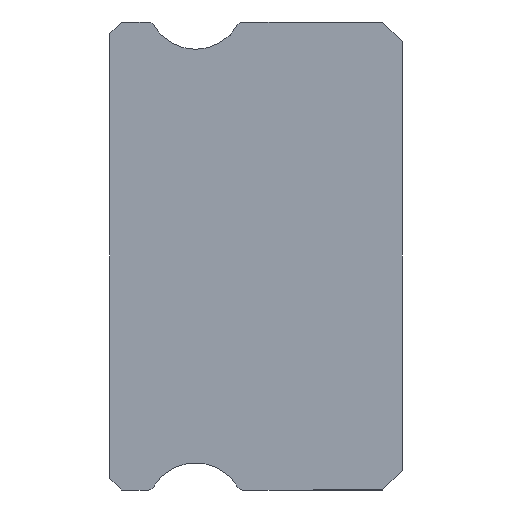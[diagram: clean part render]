
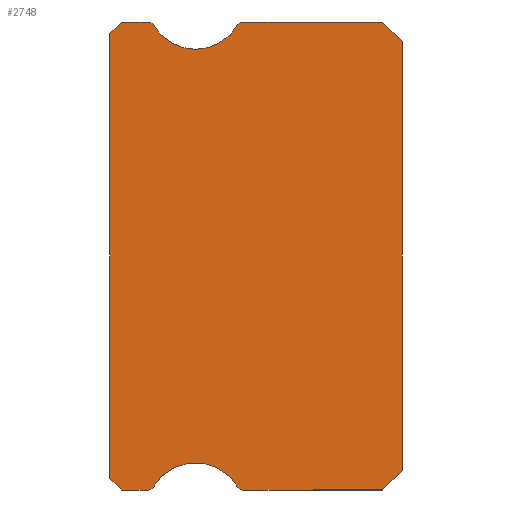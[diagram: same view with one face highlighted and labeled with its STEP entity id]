
A CAD part, left-side view. The second image highlights one B-rep face of the part: STEP entity #2748.
In plain terms, the highlighted planar face has unit normal (-1, 0, 0).
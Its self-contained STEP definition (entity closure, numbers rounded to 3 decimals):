
#87 = EDGE_CURVE ( 'NONE', #4850, #3439, #2377, .T. ) ;
#118 = ORIENTED_EDGE ( 'NONE', *, *, #6857, .F. ) ;
#146 = DIRECTION ( 'NONE',  ( 0., 0., -1. ) ) ;
#186 = VECTOR ( 'NONE', #390, 1000. ) ;
#217 = LINE ( 'NONE', #3533, #1672 ) ;
#293 = CARTESIAN_POINT ( 'NONE',  ( -15., 5.3, -6.55 ) ) ;
#390 = DIRECTION ( 'NONE',  ( 0., 0., 1. ) ) ;
#410 = CARTESIAN_POINT ( 'NONE',  ( -15., 7.2, 6. ) ) ;
#518 = DIRECTION ( 'NONE',  ( 0., -1., 0. ) ) ;
#530 = EDGE_CURVE ( 'NONE', #536, #2447, #5371, .T. ) ;
#536 = VERTEX_POINT ( 'NONE', #6388 ) ;
#574 = EDGE_CURVE ( 'NONE', #4173, #5596, #2631, .T. ) ;
#687 = ORIENTED_EDGE ( 'NONE', *, *, #2302, .T. ) ;
#691 = CARTESIAN_POINT ( 'NONE',  ( -15., 6.512, 5.85 ) ) ;
#707 = CARTESIAN_POINT ( 'NONE',  ( -15., 7.5, 5.7 ) ) ;
#728 = VECTOR ( 'NONE', #1374, 1000. ) ;
#745 = VERTEX_POINT ( 'NONE', #2191 ) ;
#791 = EDGE_CURVE ( 'NONE', #3439, #1276, #5020, .T. ) ;
#807 = VERTEX_POINT ( 'NONE', #1982 ) ;
#837 = CARTESIAN_POINT ( 'NONE',  ( -15., 4.088, -6. ) ) ;
#847 = CARTESIAN_POINT ( 'NONE',  ( -15., 5.3, 6.55 ) ) ;
#855 = LINE ( 'NONE', #4600, #186 ) ;
#863 = EDGE_CURVE ( 'NONE', #2602, #807, #2962, .T. ) ;
#900 = ORIENTED_EDGE ( 'NONE', *, *, #1458, .F. ) ;
#901 = CARTESIAN_POINT ( 'NONE',  ( -15., 0., 5.5 ) ) ;
#923 = CIRCLE ( 'NONE', #1954, 1.25 ) ;
#947 = DIRECTION ( 'NONE',  ( 0., 0., -1. ) ) ;
#972 = FACE_OUTER_BOUND ( 'NONE', #2010, .T. ) ;
#1123 = CARTESIAN_POINT ( 'NONE',  ( -15., 4.217, -5.925 ) ) ;
#1196 = AXIS2_PLACEMENT_3D ( 'NONE', #3674, #2727, #947 ) ;
#1235 = DIRECTION ( 'NONE',  ( -1., 0., 0. ) ) ;
#1276 = VERTEX_POINT ( 'NONE', #1123 ) ;
#1297 = CARTESIAN_POINT ( 'NONE',  ( -15., 7.2, 6. ) ) ;
#1374 = DIRECTION ( 'NONE',  ( 0., 0., 1. ) ) ;
#1403 = DIRECTION ( 'NONE',  ( 0., -0.707, -0.707 ) ) ;
#1417 = VECTOR ( 'NONE', #3708, 1000. ) ;
#1458 = EDGE_CURVE ( 'NONE', #2961, #4920, #2541, .T. ) ;
#1546 = ORIENTED_EDGE ( 'NONE', *, *, #2402, .F. ) ;
#1550 = ORIENTED_EDGE ( 'NONE', *, *, #574, .T. ) ;
#1672 = VECTOR ( 'NONE', #3500, 1000. ) ;
#1729 = VECTOR ( 'NONE', #5889, 1000. ) ;
#1730 = DIRECTION ( 'NONE',  ( 1., 0., 0. ) ) ;
#1731 = AXIS2_PLACEMENT_3D ( 'NONE', #691, #2863, #1780 ) ;
#1780 = DIRECTION ( 'NONE',  ( 0., 0., -1. ) ) ;
#1939 = CARTESIAN_POINT ( 'NONE',  ( -15., 6.512, 5.85 ) ) ;
#1954 = AXIS2_PLACEMENT_3D ( 'NONE', #847, #6770, #3020 ) ;
#1982 = CARTESIAN_POINT ( 'NONE',  ( -15., 0., 5.5 ) ) ;
#2010 = EDGE_LOOP ( 'NONE', ( #3025, #6295, #687, #3817, #4557, #3881, #6661, #5638, #118, #4498, #4019, #900, #4040, #5860, #5153, #1546, #1550 ) ) ;
#2096 = VERTEX_POINT ( 'NONE', #6565 ) ;
#2118 = AXIS2_PLACEMENT_3D ( 'NONE', #6068, #1235, #146 ) ;
#2176 = EDGE_CURVE ( 'NONE', #3983, #2096, #923, .T. ) ;
#2191 = CARTESIAN_POINT ( 'NONE',  ( -15., 7.2, -6. ) ) ;
#2192 = VECTOR ( 'NONE', #3496, 1000. ) ;
#2215 = AXIS2_PLACEMENT_3D ( 'NONE', #293, #5721, #4497 ) ;
#2302 = EDGE_CURVE ( 'NONE', #5554, #745, #3737, .T. ) ;
#2303 = CIRCLE ( 'NONE', #1731, 0.15 ) ;
#2336 = CARTESIAN_POINT ( 'NONE',  ( -15., 6.512, 6. ) ) ;
#2377 = LINE ( 'NONE', #3963, #4439 ) ;
#2380 = AXIS2_PLACEMENT_3D ( 'NONE', #3339, #6604, #2712 ) ;
#2402 = EDGE_CURVE ( 'NONE', #4173, #3983, #2303, .T. ) ;
#2428 = VECTOR ( 'NONE', #518, 1000. ) ;
#2447 = VERTEX_POINT ( 'NONE', #3943 ) ;
#2541 = LINE ( 'NONE', #3625, #2428 ) ;
#2595 = LINE ( 'NONE', #4714, #3541 ) ;
#2602 = VERTEX_POINT ( 'NONE', #6795 ) ;
#2631 = LINE ( 'NONE', #410, #1417 ) ;
#2712 = DIRECTION ( 'NONE',  ( 0., 0., -1. ) ) ;
#2727 = DIRECTION ( 'NONE',  ( 1., 0., 0. ) ) ;
#2748 = ADVANCED_FACE ( 'NONE', ( #972 ), #6780, .F. ) ;
#2830 = CARTESIAN_POINT ( 'NONE',  ( -15., 7.5, -5.7 ) ) ;
#2863 = DIRECTION ( 'NONE',  ( 1., 0., 0. ) ) ;
#2931 = DIRECTION ( 'NONE',  ( 0., 1., 0. ) ) ;
#2961 = VERTEX_POINT ( 'NONE', #4896 ) ;
#2962 = LINE ( 'NONE', #901, #728 ) ;
#3000 = EDGE_CURVE ( 'NONE', #1276, #536, #4790, .T. ) ;
#3020 = DIRECTION ( 'NONE',  ( 0., 0., -1. ) ) ;
#3024 = DIRECTION ( 'NONE',  ( 0., 0.707, -0.707 ) ) ;
#3025 = ORIENTED_EDGE ( 'NONE', *, *, #5628, .T. ) ;
#3031 = DIRECTION ( 'NONE',  ( 0., 0., -1. ) ) ;
#3252 = CARTESIAN_POINT ( 'NONE',  ( -15., 4.217, 5.925 ) ) ;
#3339 = CARTESIAN_POINT ( 'NONE',  ( -15., 4.088, 5.85 ) ) ;
#3400 = VERTEX_POINT ( 'NONE', #707 ) ;
#3439 = VERTEX_POINT ( 'NONE', #837 ) ;
#3496 = DIRECTION ( 'NONE',  ( 0., 0.707, -0.707 ) ) ;
#3500 = DIRECTION ( 'NONE',  ( 0., -1., 0. ) ) ;
#3533 = CARTESIAN_POINT ( 'NONE',  ( -15., 6.512, -6. ) ) ;
#3541 = VECTOR ( 'NONE', #1403, 1000. ) ;
#3625 = CARTESIAN_POINT ( 'NONE',  ( -15., 6.512, 6. ) ) ;
#3674 = CARTESIAN_POINT ( 'NONE',  ( -15., 6.512, -5.85 ) ) ;
#3708 = DIRECTION ( 'NONE',  ( 0., 1., 0. ) ) ;
#3737 = LINE ( 'NONE', #4329, #1729 ) ;
#3788 = EDGE_CURVE ( 'NONE', #6632, #2961, #3816, .T. ) ;
#3816 = CIRCLE ( 'NONE', #2380, 0.15 ) ;
#3817 = ORIENTED_EDGE ( 'NONE', *, *, #4001, .T. ) ;
#3881 = ORIENTED_EDGE ( 'NONE', *, *, #3000, .F. ) ;
#3921 = EDGE_CURVE ( 'NONE', #2096, #6632, #5159, .T. ) ;
#3943 = CARTESIAN_POINT ( 'NONE',  ( -15., 6.512, -6. ) ) ;
#3963 = CARTESIAN_POINT ( 'NONE',  ( -15., 6.512, -6. ) ) ;
#3968 = VECTOR ( 'NONE', #3024, 1000. ) ;
#3983 = VERTEX_POINT ( 'NONE', #4043 ) ;
#4001 = EDGE_CURVE ( 'NONE', #745, #2447, #217, .T. ) ;
#4019 = ORIENTED_EDGE ( 'NONE', *, *, #5640, .F. ) ;
#4040 = ORIENTED_EDGE ( 'NONE', *, *, #3788, .F. ) ;
#4043 = CARTESIAN_POINT ( 'NONE',  ( -15., 6.383, 5.925 ) ) ;
#4173 = VERTEX_POINT ( 'NONE', #2336 ) ;
#4329 = CARTESIAN_POINT ( 'NONE',  ( -15., 7.2, -6. ) ) ;
#4439 = VECTOR ( 'NONE', #2931, 1000. ) ;
#4471 = DIRECTION ( 'NONE',  ( 0., 0., -1. ) ) ;
#4497 = DIRECTION ( 'NONE',  ( 0., 0., -1. ) ) ;
#4498 = ORIENTED_EDGE ( 'NONE', *, *, #863, .T. ) ;
#4557 = ORIENTED_EDGE ( 'NONE', *, *, #530, .F. ) ;
#4600 = CARTESIAN_POINT ( 'NONE',  ( -15., 7.5, 5.85 ) ) ;
#4653 = AXIS2_PLACEMENT_3D ( 'NONE', #1939, #6855, #3031 ) ;
#4714 = CARTESIAN_POINT ( 'NONE',  ( -15., 0.5, 6. ) ) ;
#4790 = CIRCLE ( 'NONE', #2215, 1.25 ) ;
#4824 = EDGE_CURVE ( 'NONE', #5554, #3400, #855, .T. ) ;
#4850 = VERTEX_POINT ( 'NONE', #6195 ) ;
#4896 = CARTESIAN_POINT ( 'NONE',  ( -15., 4.088, 6. ) ) ;
#4920 = VERTEX_POINT ( 'NONE', #5142 ) ;
#5020 = CIRCLE ( 'NONE', #5925, 0.15 ) ;
#5142 = CARTESIAN_POINT ( 'NONE',  ( -15., 0.5, 6. ) ) ;
#5153 = ORIENTED_EDGE ( 'NONE', *, *, #2176, .F. ) ;
#5159 = CIRCLE ( 'NONE', #2118, 1.25 ) ;
#5275 = LINE ( 'NONE', #5706, #3968 ) ;
#5371 = CIRCLE ( 'NONE', #1196, 0.15 ) ;
#5554 = VERTEX_POINT ( 'NONE', #2830 ) ;
#5596 = VERTEX_POINT ( 'NONE', #1297 ) ;
#5628 = EDGE_CURVE ( 'NONE', #5596, #3400, #6682, .T. ) ;
#5638 = ORIENTED_EDGE ( 'NONE', *, *, #87, .F. ) ;
#5640 = EDGE_CURVE ( 'NONE', #4920, #807, #2595, .T. ) ;
#5706 = CARTESIAN_POINT ( 'NONE',  ( -15., 0., -5.5 ) ) ;
#5721 = DIRECTION ( 'NONE',  ( -1., 0., 0. ) ) ;
#5860 = ORIENTED_EDGE ( 'NONE', *, *, #3921, .F. ) ;
#5889 = DIRECTION ( 'NONE',  ( 0., -0.707, -0.707 ) ) ;
#5925 = AXIS2_PLACEMENT_3D ( 'NONE', #6551, #1730, #4471 ) ;
#6068 = CARTESIAN_POINT ( 'NONE',  ( -15., 5.3, 6.55 ) ) ;
#6173 = CARTESIAN_POINT ( 'NONE',  ( -15., 7.5, 5.7 ) ) ;
#6195 = CARTESIAN_POINT ( 'NONE',  ( -15., 0.5, -6. ) ) ;
#6295 = ORIENTED_EDGE ( 'NONE', *, *, #4824, .F. ) ;
#6388 = CARTESIAN_POINT ( 'NONE',  ( -15., 6.383, -5.925 ) ) ;
#6551 = CARTESIAN_POINT ( 'NONE',  ( -15., 4.088, -5.85 ) ) ;
#6565 = CARTESIAN_POINT ( 'NONE',  ( -15., 5.3, 5.3 ) ) ;
#6604 = DIRECTION ( 'NONE',  ( 1., 0., 0. ) ) ;
#6632 = VERTEX_POINT ( 'NONE', #3252 ) ;
#6661 = ORIENTED_EDGE ( 'NONE', *, *, #791, .F. ) ;
#6682 = LINE ( 'NONE', #6173, #2192 ) ;
#6770 = DIRECTION ( 'NONE',  ( -1., 0., 0. ) ) ;
#6780 = PLANE ( 'NONE',  #4653 ) ;
#6795 = CARTESIAN_POINT ( 'NONE',  ( -15., 0., -5.5 ) ) ;
#6855 = DIRECTION ( 'NONE',  ( 1., 0., 0. ) ) ;
#6857 = EDGE_CURVE ( 'NONE', #2602, #4850, #5275, .T. ) ;
